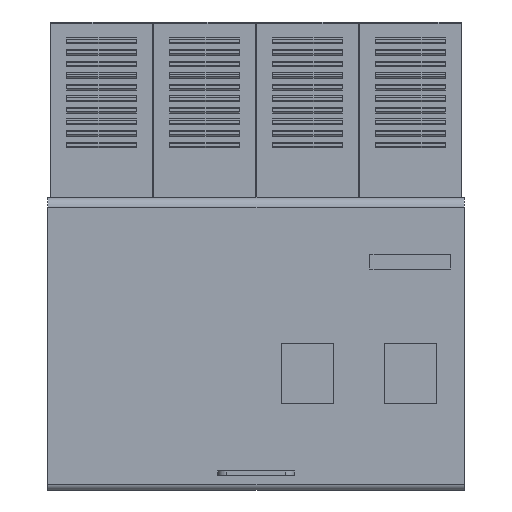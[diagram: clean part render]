
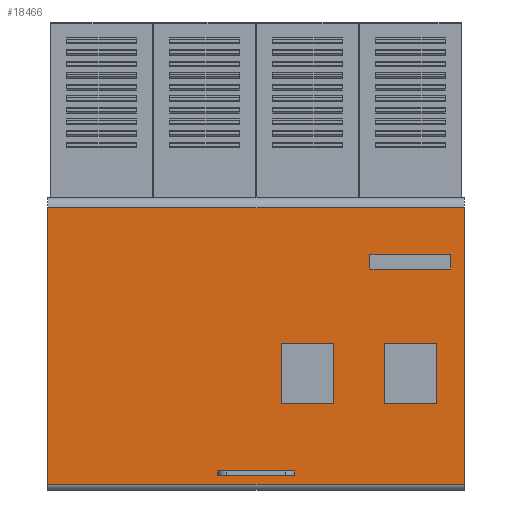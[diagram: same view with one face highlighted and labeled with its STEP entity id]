
A CAD part, left-side view. The second image highlights one B-rep face of the part: STEP entity #18466.
In plain terms, the highlighted planar face has unit normal (-1, 0, 0).
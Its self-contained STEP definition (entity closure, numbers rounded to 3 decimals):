
#1776=DIRECTION('',(0.,1.,0.));
#1777=VECTOR('',#1776,72.);
#1778=CARTESIAN_POINT('',(-57.99,-40.7,
-4.104));
#1779=LINE('',#1778,#1777);
#1783=DIRECTION('',(0.,0.,-1.));
#1784=VECTOR('',#1783,47.8);
#1785=CARTESIAN_POINT('',(-57.99,31.3,43.696));
#1786=LINE('',#1785,#1784);
#1790=DIRECTION('',(0.,0.,1.));
#1791=VECTOR('',#1790,47.8);
#1792=CARTESIAN_POINT('',(-57.99,-40.7,
-4.104));
#1793=LINE('',#1792,#1791);
#1797=DIRECTION('',(0.,0.,-1.));
#1798=VECTOR('',#1797,2.5);
#1799=CARTESIAN_POINT('',(-57.99,-38.4,
35.596));
#1800=LINE('',#1799,#1798);
#1804=DIRECTION('',(0.,-1.,0.));
#1805=VECTOR('',#1804,14.);
#1806=CARTESIAN_POINT('',(-57.99,-24.4,
35.596));
#1807=LINE('',#1806,#1805);
#1811=DIRECTION('',(0.,0.,1.));
#1812=VECTOR('',#1811,2.5);
#1813=CARTESIAN_POINT('',(-57.99,-24.4,
33.096));
#1814=LINE('',#1813,#1812);
#1818=DIRECTION('',(0.,1.,0.));
#1819=VECTOR('',#1818,14.);
#1820=CARTESIAN_POINT('',(-57.99,-38.4,
33.096));
#1821=LINE('',#1820,#1819);
#1825=DIRECTION('',(0.,-1.,0.));
#1826=VECTOR('',#1825,9.);
#1827=CARTESIAN_POINT('',(-57.99,-9.1,
20.296));
#1828=LINE('',#1827,#1826);
#1832=DIRECTION('',(0.,0.,1.));
#1833=VECTOR('',#1832,10.5);
#1834=CARTESIAN_POINT('',(-57.99,-9.1,
9.796));
#1835=LINE('',#1834,#1833);
#1839=DIRECTION('',(0.,1.,0.));
#1840=VECTOR('',#1839,9.);
#1841=CARTESIAN_POINT('',(-57.99,-18.1,
9.796));
#1842=LINE('',#1841,#1840);
#1846=DIRECTION('',(0.,0.,-1.));
#1847=VECTOR('',#1846,10.5);
#1848=CARTESIAN_POINT('',(-57.99,-18.1,
20.296));
#1849=LINE('',#1848,#1847);
#1853=DIRECTION('',(0.,-1.,0.));
#1854=VECTOR('',#1853,9.);
#1855=CARTESIAN_POINT('',(-57.99,-26.9,
20.296));
#1856=LINE('',#1855,#1854);
#1860=DIRECTION('',(0.,0.,1.));
#1861=VECTOR('',#1860,10.5);
#1862=CARTESIAN_POINT('',(-57.99,-26.9,
9.796));
#1863=LINE('',#1862,#1861);
#1867=DIRECTION('',(0.,1.,0.));
#1868=VECTOR('',#1867,9.);
#1869=CARTESIAN_POINT('',(-57.99,-35.9,
9.796));
#1870=LINE('',#1869,#1868);
#1874=DIRECTION('',(0.,0.,-1.));
#1875=VECTOR('',#1874,10.5);
#1876=CARTESIAN_POINT('',(-57.99,-35.9,
20.296));
#1877=LINE('',#1876,#1875);
#1881=DIRECTION('',(0.,-1.,0.));
#1882=VECTOR('',#1881,72.);
#1883=CARTESIAN_POINT('',(-57.99,31.3,43.696));
#1884=LINE('',#1883,#1882);
#2094=DIRECTION('',(0.,-1.,0.));
#2095=VECTOR('',#2094,11.763);
#2096=CARTESIAN_POINT('',(-57.99,1.181,
-2.604));
#2097=LINE('',#2096,#2095);
#2189=DIRECTION('',(0.,0.,1.));
#2190=VECTOR('',#2189,0.8);
#2191=CARTESIAN_POINT('',(-57.99,-10.581,
-2.604));
#2192=LINE('',#2191,#2190);
#2227=DIRECTION('',(0.,1.,0.));
#2228=VECTOR('',#2227,11.763);
#2229=CARTESIAN_POINT('',(-57.99,-10.581,
-1.804));
#2230=LINE('',#2229,#2228);
#2293=DIRECTION('',(0.,0.,-1.));
#2294=VECTOR('',#2293,0.8);
#2295=CARTESIAN_POINT('',(-57.99,1.181,
-1.804));
#2296=LINE('',#2295,#2294);
#14804=CARTESIAN_POINT('',(-57.99,31.3,
43.696));
#14805=VERTEX_POINT('',#14804);
#14806=CARTESIAN_POINT('',(-57.99,31.3,
-4.104));
#14807=VERTEX_POINT('',#14806);
#14866=CARTESIAN_POINT('',(-57.99,-40.7,
-4.104));
#14867=VERTEX_POINT('',#14866);
#14868=CARTESIAN_POINT('',(-57.99,-40.7,
43.696));
#14869=VERTEX_POINT('',#14868);
#14906=CARTESIAN_POINT('',(-57.99,-10.581,
-2.604));
#14907=CARTESIAN_POINT('',(-57.99,-10.581,
-1.804));
#14908=VERTEX_POINT('',#14906);
#14909=VERTEX_POINT('',#14907);
#14910=CARTESIAN_POINT('',(-57.99,1.181,
-1.804));
#14911=VERTEX_POINT('',#14910);
#14912=CARTESIAN_POINT('',(-57.99,1.181,
-2.604));
#14913=VERTEX_POINT('',#14912);
#14914=CARTESIAN_POINT('',(-57.99,-24.4,
35.596));
#14915=CARTESIAN_POINT('',(-57.99,-38.4,
35.596));
#14916=VERTEX_POINT('',#14914);
#14917=VERTEX_POINT('',#14915);
#14918=CARTESIAN_POINT('',(-57.99,-24.4,
33.096));
#14919=VERTEX_POINT('',#14918);
#14920=CARTESIAN_POINT('',(-57.99,-38.4,
33.096));
#14921=VERTEX_POINT('',#14920);
#14922=CARTESIAN_POINT('',(-57.99,-9.1,
9.796));
#14923=CARTESIAN_POINT('',(-57.99,-9.1,
20.296));
#14924=VERTEX_POINT('',#14922);
#14925=VERTEX_POINT('',#14923);
#14926=CARTESIAN_POINT('',(-57.99,-18.1,
9.796));
#14927=VERTEX_POINT('',#14926);
#14928=CARTESIAN_POINT('',(-57.99,-18.1,
20.296));
#14929=VERTEX_POINT('',#14928);
#14930=CARTESIAN_POINT('',(-57.99,-26.9,
9.796));
#14931=CARTESIAN_POINT('',(-57.99,-26.9,
20.296));
#14932=VERTEX_POINT('',#14930);
#14933=VERTEX_POINT('',#14931);
#14934=CARTESIAN_POINT('',(-57.99,-35.9,
9.796));
#14935=VERTEX_POINT('',#14934);
#14936=CARTESIAN_POINT('',(-57.99,-35.9,
20.296));
#14937=VERTEX_POINT('',#14936);
#18414=CARTESIAN_POINT('',(-57.99,31.3,
43.696));
#18415=DIRECTION('',(1.,0.,0.));
#18416=DIRECTION('',(0.,0.,1.));
#18417=AXIS2_PLACEMENT_3D('',#18414,#18415,#18416);
#18418=PLANE('',#18417);
#18419=ORIENTED_EDGE('',*,*,#18408,.T.);
#18420=ORIENTED_EDGE('',*,*,#17539,.F.);
#18422=ORIENTED_EDGE('',*,*,#18421,.T.);
#18423=ORIENTED_EDGE('',*,*,#18195,.F.);
#18424=EDGE_LOOP('',(#18419,#18420,#18422,#18423));
#18425=FACE_OUTER_BOUND('',#18424,.F.);
#18427=ORIENTED_EDGE('',*,*,#18426,.T.);
#18429=ORIENTED_EDGE('',*,*,#18428,.T.);
#18431=ORIENTED_EDGE('',*,*,#18430,.T.);
#18433=ORIENTED_EDGE('',*,*,#18432,.T.);
#18434=EDGE_LOOP('',(#18427,#18429,#18431,#18433));
#18435=FACE_BOUND('',#18434,.F.);
#18437=ORIENTED_EDGE('',*,*,#18436,.F.);
#18439=ORIENTED_EDGE('',*,*,#18438,.F.);
#18441=ORIENTED_EDGE('',*,*,#18440,.F.);
#18443=ORIENTED_EDGE('',*,*,#18442,.F.);
#18444=EDGE_LOOP('',(#18437,#18439,#18441,#18443));
#18445=FACE_BOUND('',#18444,.F.);
#18447=ORIENTED_EDGE('',*,*,#18446,.F.);
#18449=ORIENTED_EDGE('',*,*,#18448,.F.);
#18451=ORIENTED_EDGE('',*,*,#18450,.F.);
#18453=ORIENTED_EDGE('',*,*,#18452,.F.);
#18454=EDGE_LOOP('',(#18447,#18449,#18451,#18453));
#18455=FACE_BOUND('',#18454,.F.);
#18457=ORIENTED_EDGE('',*,*,#18456,.F.);
#18459=ORIENTED_EDGE('',*,*,#18458,.F.);
#18461=ORIENTED_EDGE('',*,*,#18460,.F.);
#18463=ORIENTED_EDGE('',*,*,#18462,.F.);
#18464=EDGE_LOOP('',(#18457,#18459,#18461,#18463));
#18465=FACE_BOUND('',#18464,.F.);
#17539=EDGE_CURVE('',#14805,#14807,#1786,.T.);
#18195=EDGE_CURVE('',#14867,#14869,#1793,.T.);
#18408=EDGE_CURVE('',#14867,#14807,#1779,.T.);
#18421=EDGE_CURVE('',#14805,#14869,#1884,.T.);
#18426=EDGE_CURVE('',#14913,#14908,#2097,.T.);
#18428=EDGE_CURVE('',#14908,#14909,#2192,.T.);
#18430=EDGE_CURVE('',#14909,#14911,#2230,.T.);
#18432=EDGE_CURVE('',#14911,#14913,#2296,.T.);
#18436=EDGE_CURVE('',#14917,#14921,#1800,.T.);
#18438=EDGE_CURVE('',#14916,#14917,#1807,.T.);
#18440=EDGE_CURVE('',#14919,#14916,#1814,.T.);
#18442=EDGE_CURVE('',#14921,#14919,#1821,.T.);
#18446=EDGE_CURVE('',#14925,#14929,#1828,.T.);
#18448=EDGE_CURVE('',#14924,#14925,#1835,.T.);
#18450=EDGE_CURVE('',#14927,#14924,#1842,.T.);
#18452=EDGE_CURVE('',#14929,#14927,#1849,.T.);
#18456=EDGE_CURVE('',#14933,#14937,#1856,.T.);
#18458=EDGE_CURVE('',#14932,#14933,#1863,.T.);
#18460=EDGE_CURVE('',#14935,#14932,#1870,.T.);
#18462=EDGE_CURVE('',#14937,#14935,#1877,.T.);
#18466=ADVANCED_FACE('',(#18425,#18435,#18445,#18455,#18465),#18418,.F.);
